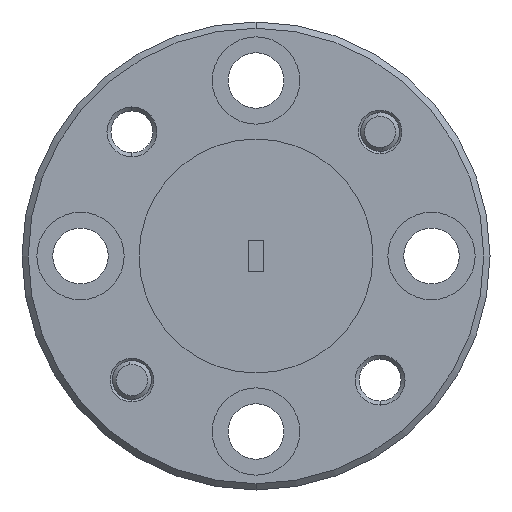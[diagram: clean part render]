
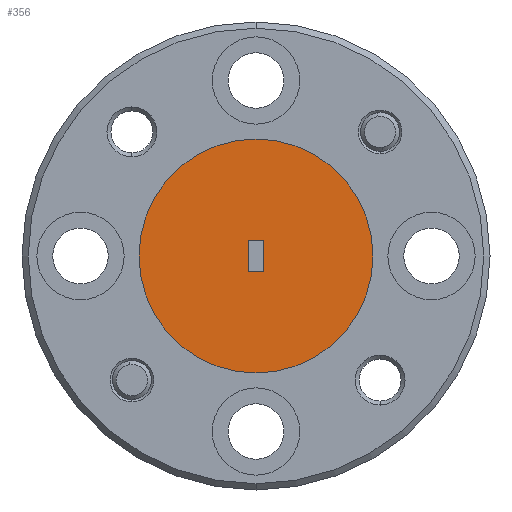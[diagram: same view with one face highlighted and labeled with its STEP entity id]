
A CAD part, left-side view. The second image highlights one B-rep face of the part: STEP entity #356.
In plain terms, the highlighted planar face has unit normal (-1, 0, 0).
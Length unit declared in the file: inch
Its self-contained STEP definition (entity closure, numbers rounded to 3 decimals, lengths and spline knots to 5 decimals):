
#56 = FACE_OUTER_BOUND ( 'NONE', #377, .T. ) ;
#114 = VECTOR ( 'NONE', #1695, 39.37008 ) ;
#198 = VERTEX_POINT ( 'NONE', #1440 ) ;
#227 = ORIENTED_EDGE ( 'NONE', *, *, #1946, .T. ) ;
#239 = CIRCLE ( 'NONE', #583, 0.1875 ) ;
#247 = VERTEX_POINT ( 'NONE', #1621 ) ;
#261 = DIRECTION ( 'NONE',  ( 1., 0., 0. ) ) ;
#299 = FACE_BOUND ( 'NONE', #614, .T. ) ;
#356 = ADVANCED_FACE ( 'NONE', ( #299, #56 ), #1664, .F. ) ;
#377 = EDGE_LOOP ( 'NONE', ( #2101, #2128 ) ) ;
#383 = VERTEX_POINT ( 'NONE', #1979 ) ;
#456 = EDGE_CURVE ( 'NONE', #383, #1814, #2062, .T. ) ;
#498 = ORIENTED_EDGE ( 'NONE', *, *, #456, .F. ) ;
#539 = CARTESIAN_POINT ( 'NONE',  ( 0.0832, 0.51731, 0.64306 ) ) ;
#583 = AXIS2_PLACEMENT_3D ( 'NONE', #935, #1615, #2157 ) ;
#614 = EDGE_LOOP ( 'NONE', ( #1939, #498, #227, #1438 ) ) ;
#697 = LINE ( 'NONE', #539, #1743 ) ;
#847 = CIRCLE ( 'NONE', #2070, 0.1875 ) ;
#935 = CARTESIAN_POINT ( 'NONE',  ( 0.0832, 0.50456, 0.66856 ) ) ;
#952 = CARTESIAN_POINT ( 'NONE',  ( 0.0832, 0.50456, 0.85606 ) ) ;
#1056 = EDGE_CURVE ( 'NONE', #198, #1179, #239, .T. ) ;
#1086 = AXIS2_PLACEMENT_3D ( 'NONE', #1121, #1988, #1824 ) ;
#1121 = CARTESIAN_POINT ( 'NONE',  ( 0.0832, 0.50456, 0.66856 ) ) ;
#1152 = CARTESIAN_POINT ( 'NONE',  ( 0.0832, 0.51731, 0.64306 ) ) ;
#1179 = VERTEX_POINT ( 'NONE', #952 ) ;
#1258 = DIRECTION ( 'NONE',  ( 0., 0., -1. ) ) ;
#1306 = VERTEX_POINT ( 'NONE', #2117 ) ;
#1324 = EDGE_CURVE ( 'NONE', #1179, #198, #847, .T. ) ;
#1328 = DIRECTION ( 'NONE',  ( 0., 0., 1. ) ) ;
#1438 = ORIENTED_EDGE ( 'NONE', *, *, #1833, .T. ) ;
#1440 = CARTESIAN_POINT ( 'NONE',  ( 0.0832, 0.50456, 0.48106 ) ) ;
#1446 = LINE ( 'NONE', #1834, #1528 ) ;
#1528 = VECTOR ( 'NONE', #2188, 39.37008 ) ;
#1552 = LINE ( 'NONE', #1677, #2222 ) ;
#1615 = DIRECTION ( 'NONE',  ( 1., 0., 0. ) ) ;
#1621 = CARTESIAN_POINT ( 'NONE',  ( 0.0832, 0.51731, 0.69406 ) ) ;
#1664 = PLANE ( 'NONE',  #1086 ) ;
#1677 = CARTESIAN_POINT ( 'NONE',  ( 0.0832, 0.49181, 0.64306 ) ) ;
#1695 = DIRECTION ( 'NONE',  ( 0., -1., 0. ) ) ;
#1741 = DIRECTION ( 'NONE',  ( 0., 0., 1. ) ) ;
#1743 = VECTOR ( 'NONE', #1741, 39.37008 ) ;
#1814 = VERTEX_POINT ( 'NONE', #2006 ) ;
#1824 = DIRECTION ( 'NONE',  ( 0., 0., -1. ) ) ;
#1833 = EDGE_CURVE ( 'NONE', #247, #1306, #1446, .T. ) ;
#1834 = CARTESIAN_POINT ( 'NONE',  ( 0.0832, 0.51731, 0.69406 ) ) ;
#1939 = ORIENTED_EDGE ( 'NONE', *, *, #2159, .F. ) ;
#1942 = CARTESIAN_POINT ( 'NONE',  ( 0.0832, 0.50456, 0.66856 ) ) ;
#1946 = EDGE_CURVE ( 'NONE', #383, #247, #697, .T. ) ;
#1979 = CARTESIAN_POINT ( 'NONE',  ( 0.0832, 0.51731, 0.64306 ) ) ;
#1988 = DIRECTION ( 'NONE',  ( 1., 0., 0. ) ) ;
#2006 = CARTESIAN_POINT ( 'NONE',  ( 0.0832, 0.49181, 0.64306 ) ) ;
#2062 = LINE ( 'NONE', #1152, #114 ) ;
#2070 = AXIS2_PLACEMENT_3D ( 'NONE', #1942, #261, #1258 ) ;
#2101 = ORIENTED_EDGE ( 'NONE', *, *, #1056, .F. ) ;
#2117 = CARTESIAN_POINT ( 'NONE',  ( 0.0832, 0.49181, 0.69406 ) ) ;
#2128 = ORIENTED_EDGE ( 'NONE', *, *, #1324, .F. ) ;
#2157 = DIRECTION ( 'NONE',  ( 0., 0., -1. ) ) ;
#2159 = EDGE_CURVE ( 'NONE', #1814, #1306, #1552, .T. ) ;
#2188 = DIRECTION ( 'NONE',  ( 0., -1., 0. ) ) ;
#2222 = VECTOR ( 'NONE', #1328, 39.37008 ) ;
